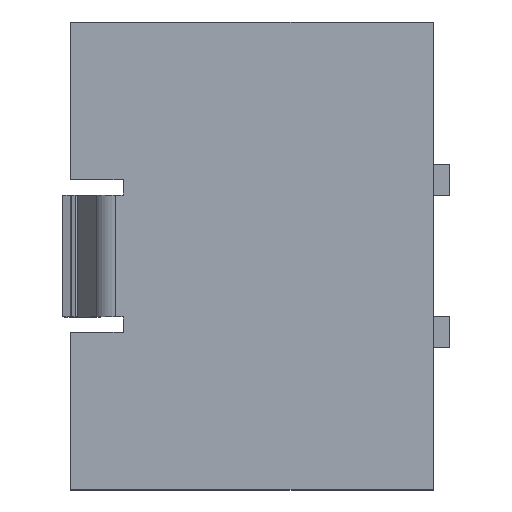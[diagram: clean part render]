
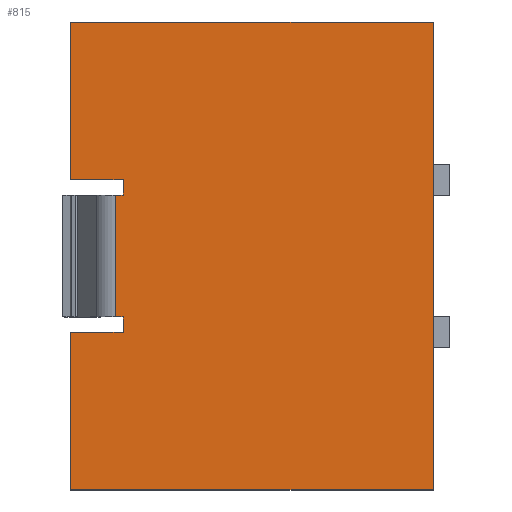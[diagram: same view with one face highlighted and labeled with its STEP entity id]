
A CAD part, top view. The second image highlights one B-rep face of the part: STEP entity #815.
In plain terms, the highlighted planar face has unit normal (0, 0, 1).
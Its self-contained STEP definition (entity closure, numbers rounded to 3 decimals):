
#63=FACE_OUTER_BOUND('',#105,.T.);
#105=EDGE_LOOP('',(#717,#718,#719,#720,#721,#722,#723,#724,#725,#726,#727,
#728));
#177=LINE('',#1240,#273);
#186=LINE('',#1269,#282);
#206=LINE('',#1321,#302);
#209=LINE('',#1326,#305);
#210=LINE('',#1329,#306);
#212=LINE('',#1333,#308);
#214=LINE('',#1337,#310);
#217=LINE('',#1342,#313);
#218=LINE('',#1345,#314);
#220=LINE('',#1349,#316);
#221=LINE('',#1351,#317);
#222=LINE('',#1352,#318);
#273=VECTOR('',#1003,10.);
#282=VECTOR('',#1026,10.);
#302=VECTOR('',#1084,10.);
#305=VECTOR('',#1089,10.);
#306=VECTOR('',#1092,10.);
#308=VECTOR('',#1096,10.);
#310=VECTOR('',#1100,10.);
#313=VECTOR('',#1105,10.);
#314=VECTOR('',#1108,10.);
#316=VECTOR('',#1112,10.);
#317=VECTOR('',#1113,10.);
#318=VECTOR('',#1114,10.);
#361=VERTEX_POINT('',#1238);
#362=VERTEX_POINT('',#1239);
#375=VERTEX_POINT('',#1268);
#388=VERTEX_POINT('',#1320);
#389=VERTEX_POINT('',#1324);
#390=VERTEX_POINT('',#1328);
#391=VERTEX_POINT('',#1332);
#392=VERTEX_POINT('',#1336);
#393=VERTEX_POINT('',#1340);
#394=VERTEX_POINT('',#1344);
#395=VERTEX_POINT('',#1348);
#396=VERTEX_POINT('',#1350);
#453=EDGE_CURVE('',#361,#362,#177,.T.);
#468=EDGE_CURVE('',#375,#362,#186,.T.);
#494=EDGE_CURVE('',#375,#388,#206,.T.);
#497=EDGE_CURVE('',#361,#389,#209,.T.);
#498=EDGE_CURVE('',#390,#388,#210,.T.);
#500=EDGE_CURVE('',#389,#391,#212,.T.);
#502=EDGE_CURVE('',#392,#390,#214,.T.);
#505=EDGE_CURVE('',#393,#391,#217,.T.);
#506=EDGE_CURVE('',#392,#394,#218,.T.);
#508=EDGE_CURVE('',#395,#393,#220,.T.);
#509=EDGE_CURVE('',#396,#395,#221,.T.);
#510=EDGE_CURVE('',#394,#396,#222,.T.);
#717=ORIENTED_EDGE('',*,*,#502,.T.);
#718=ORIENTED_EDGE('',*,*,#498,.T.);
#719=ORIENTED_EDGE('',*,*,#494,.F.);
#720=ORIENTED_EDGE('',*,*,#468,.T.);
#721=ORIENTED_EDGE('',*,*,#453,.F.);
#722=ORIENTED_EDGE('',*,*,#497,.T.);
#723=ORIENTED_EDGE('',*,*,#500,.T.);
#724=ORIENTED_EDGE('',*,*,#505,.F.);
#725=ORIENTED_EDGE('',*,*,#508,.F.);
#726=ORIENTED_EDGE('',*,*,#509,.F.);
#727=ORIENTED_EDGE('',*,*,#510,.F.);
#728=ORIENTED_EDGE('',*,*,#506,.F.);
#773=PLANE('',#897);
#815=ADVANCED_FACE('',(#63),#773,.T.);
#897=AXIS2_PLACEMENT_3D('',#1347,#1110,#1111);
#1003=DIRECTION('',(-1.,0.,0.));
#1026=DIRECTION('',(0.,-1.,0.));
#1084=DIRECTION('',(1.,0.,0.));
#1089=DIRECTION('',(0.,-1.,0.));
#1092=DIRECTION('',(0.,-1.,0.));
#1096=DIRECTION('',(-1.,0.,0.));
#1100=DIRECTION('',(1.,0.,0.));
#1105=DIRECTION('',(0.,1.,0.));
#1108=DIRECTION('',(0.,1.,0.));
#1110=DIRECTION('center_axis',(0.,0.,1.));
#1111=DIRECTION('ref_axis',(1.,0.,0.));
#1112=DIRECTION('',(-1.,0.,0.));
#1113=DIRECTION('',(0.,-1.,0.));
#1114=DIRECTION('',(1.,0.,0.));
#1238=CARTESIAN_POINT('',(-50.,-120.111,0.));
#1239=CARTESIAN_POINT('',(-51.,-120.111,0.));
#1240=CARTESIAN_POINT('',(-50.,-120.111,0.));
#1268=CARTESIAN_POINT('',(-51.,-104.111,0.));
#1269=CARTESIAN_POINT('',(-51.,-112.111,0.));
#1320=CARTESIAN_POINT('',(-50.,-104.111,0.));
#1321=CARTESIAN_POINT('',(-50.,-104.111,0.));
#1324=CARTESIAN_POINT('',(-50.,-122.111,0.));
#1326=CARTESIAN_POINT('',(-50.,-107.111,0.));
#1328=CARTESIAN_POINT('',(-50.,-102.111,0.));
#1329=CARTESIAN_POINT('',(-50.,-107.111,0.));
#1332=CARTESIAN_POINT('',(-56.9,-122.111,0.));
#1333=CARTESIAN_POINT('',(-41.55,-122.111,0.));
#1336=CARTESIAN_POINT('',(-56.9,-102.111,0.));
#1337=CARTESIAN_POINT('',(-45.05,-102.111,0.));
#1340=CARTESIAN_POINT('',(-56.9,-142.811,0.));
#1342=CARTESIAN_POINT('',(-56.9,-127.511,0.));
#1344=CARTESIAN_POINT('',(-56.9,-81.411,0.));
#1345=CARTESIAN_POINT('',(-56.9,-127.511,0.));
#1347=CARTESIAN_POINT('Origin',(-33.1,-112.111,0.));
#1348=CARTESIAN_POINT('',(-9.3,-142.811,0.));
#1349=CARTESIAN_POINT('',(-21.15,-142.811,0.));
#1350=CARTESIAN_POINT('',(-9.3,-81.411,0.));
#1351=CARTESIAN_POINT('',(-9.3,-96.711,0.));
#1352=CARTESIAN_POINT('',(-45.05,-81.411,0.));
